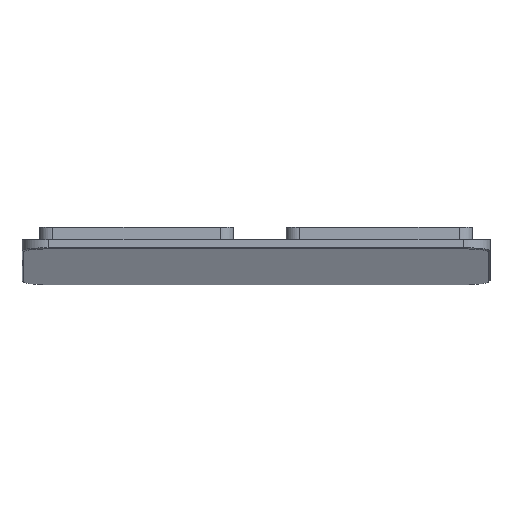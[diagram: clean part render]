
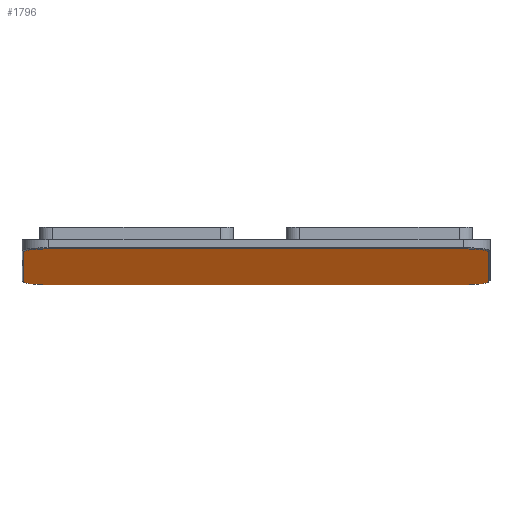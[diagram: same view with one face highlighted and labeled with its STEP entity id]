
A CAD part, front view. The second image highlights one B-rep face of the part: STEP entity #1796.
In plain terms, the highlighted planar face has unit normal (0, -0.122, -0.993).
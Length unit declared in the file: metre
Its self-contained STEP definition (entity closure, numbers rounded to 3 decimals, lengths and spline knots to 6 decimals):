
#75=B_SPLINE_CURVE_WITH_KNOTS('',3,(#2797,#2798,#2799,#2800,#2801),
 .UNSPECIFIED.,.F.,.F.,(4,1,4),(0.,0.5,1.),.UNSPECIFIED.);
#76=B_SPLINE_CURVE_WITH_KNOTS('',3,(#2805,#2806,#2807,#2808,#2809),
 .UNSPECIFIED.,.F.,.F.,(4,1,4),(0.,0.5,1.),.UNSPECIFIED.);
#77=B_SPLINE_CURVE_WITH_KNOTS('',3,(#2813,#2814,#2815,#2816,#2817),
 .UNSPECIFIED.,.F.,.F.,(4,1,4),(0.,0.5,1.),.UNSPECIFIED.);
#78=B_SPLINE_CURVE_WITH_KNOTS('',3,(#2821,#2822,#2823,#2824,#2825),
 .UNSPECIFIED.,.F.,.F.,(4,1,4),(0.,0.5,1.),.UNSPECIFIED.);
#127=LINE('',#2794,#295);
#128=LINE('',#2803,#296);
#129=LINE('',#2811,#297);
#130=LINE('',#2819,#298);
#295=VECTOR('',#2206,1.);
#296=VECTOR('',#2207,1.);
#297=VECTOR('',#2208,1.);
#298=VECTOR('',#2209,1.);
#502=ORIENTED_EDGE('',*,*,#1042,.T.);
#503=ORIENTED_EDGE('',*,*,#1043,.T.);
#504=ORIENTED_EDGE('',*,*,#1044,.T.);
#505=ORIENTED_EDGE('',*,*,#1045,.T.);
#506=ORIENTED_EDGE('',*,*,#1046,.T.);
#507=ORIENTED_EDGE('',*,*,#1047,.T.);
#508=ORIENTED_EDGE('',*,*,#1048,.T.);
#509=ORIENTED_EDGE('',*,*,#1049,.T.);
#1042=EDGE_CURVE('',#1312,#1313,#127,.T.);
#1043=EDGE_CURVE('',#1313,#1314,#75,.T.);
#1044=EDGE_CURVE('',#1314,#1315,#128,.T.);
#1045=EDGE_CURVE('',#1315,#1316,#76,.T.);
#1046=EDGE_CURVE('',#1316,#1317,#129,.T.);
#1047=EDGE_CURVE('',#1317,#1318,#77,.T.);
#1048=EDGE_CURVE('',#1318,#1319,#130,.T.);
#1049=EDGE_CURVE('',#1319,#1312,#78,.T.);
#1312=VERTEX_POINT('',#2795);
#1313=VERTEX_POINT('',#2796);
#1314=VERTEX_POINT('',#2802);
#1315=VERTEX_POINT('',#2804);
#1316=VERTEX_POINT('',#2810);
#1317=VERTEX_POINT('',#2812);
#1318=VERTEX_POINT('',#2818);
#1319=VERTEX_POINT('',#2820);
#1508=EDGE_LOOP('',(#502,#503,#504,#505,#506,#507,#508,#509));
#1626=FACE_BOUND('',#1508,.T.);
#1744=PLANE('',#1950);
#1796=ADVANCED_FACE('',(#1626),#1744,.T.);
#1950=AXIS2_PLACEMENT_3D('',#2793,#2204,#2205);
#2204=DIRECTION('',(0.,-0.122,-0.993));
#2205=DIRECTION('',(1.,0.,0.));
#2206=DIRECTION('',(-1.,0.,0.));
#2207=DIRECTION('',(0.,0.993,-0.122));
#2208=DIRECTION('',(1.,0.,0.));
#2209=DIRECTION('',(0.,-0.993,0.122));
#2793=CARTESIAN_POINT('',(0.203144,-0.025825,-0.026256));
#2794=CARTESIAN_POINT('',(0.203144,-0.059511,-0.02212));
#2795=CARTESIAN_POINT('',(0.383163,-0.059511,-0.02212));
#2796=CARTESIAN_POINT('',(0.288813,-0.059511,-0.02212));
#2797=CARTESIAN_POINT('',(0.288813,-0.059511,-0.02212));
#2798=CARTESIAN_POINT('',(0.287315,-0.059517,-0.02212));
#2799=CARTESIAN_POINT('',(0.284332,-0.058278,-0.022272));
#2800=CARTESIAN_POINT('',(0.28308,-0.055323,-0.022635));
#2801=CARTESIAN_POINT('',(0.283085,-0.053829,-0.022818));
#2802=CARTESIAN_POINT('',(0.283085,-0.053829,-0.022818));
#2803=CARTESIAN_POINT('',(0.283085,-0.025825,-0.026256));
#2804=CARTESIAN_POINT('',(0.283085,0.000992,-0.029549));
#2805=CARTESIAN_POINT('',(0.283085,0.000992,-0.029549));
#2806=CARTESIAN_POINT('',(0.28308,0.002479,-0.029732));
#2807=CARTESIAN_POINT('',(0.28433,0.005439,-0.030095));
#2808=CARTESIAN_POINT('',(0.287307,0.00668,-0.030248));
#2809=CARTESIAN_POINT('',(0.288813,0.006675,-0.030247));
#2810=CARTESIAN_POINT('',(0.288813,0.006675,-0.030247));
#2811=CARTESIAN_POINT('',(0.383163,0.006675,-0.030247));
#2812=CARTESIAN_POINT('',(0.383163,0.006675,-0.030247));
#2813=CARTESIAN_POINT('',(0.383163,0.006675,-0.030247));
#2814=CARTESIAN_POINT('',(0.38466,0.00668,-0.030248));
#2815=CARTESIAN_POINT('',(0.387643,0.005441,-0.030095));
#2816=CARTESIAN_POINT('',(0.388895,0.002487,-0.029733));
#2817=CARTESIAN_POINT('',(0.38889,0.000992,-0.029549));
#2818=CARTESIAN_POINT('',(0.38889,0.000992,-0.029549));
#2819=CARTESIAN_POINT('',(0.38889,-0.053795,-0.022822));
#2820=CARTESIAN_POINT('',(0.38889,-0.053829,-0.022818));
#2821=CARTESIAN_POINT('',(0.38889,-0.053829,-0.022818));
#2822=CARTESIAN_POINT('',(0.388895,-0.055315,-0.022636));
#2823=CARTESIAN_POINT('',(0.387645,-0.058276,-0.022272));
#2824=CARTESIAN_POINT('',(0.384668,-0.059517,-0.02212));
#2825=CARTESIAN_POINT('',(0.383163,-0.059511,-0.02212));
